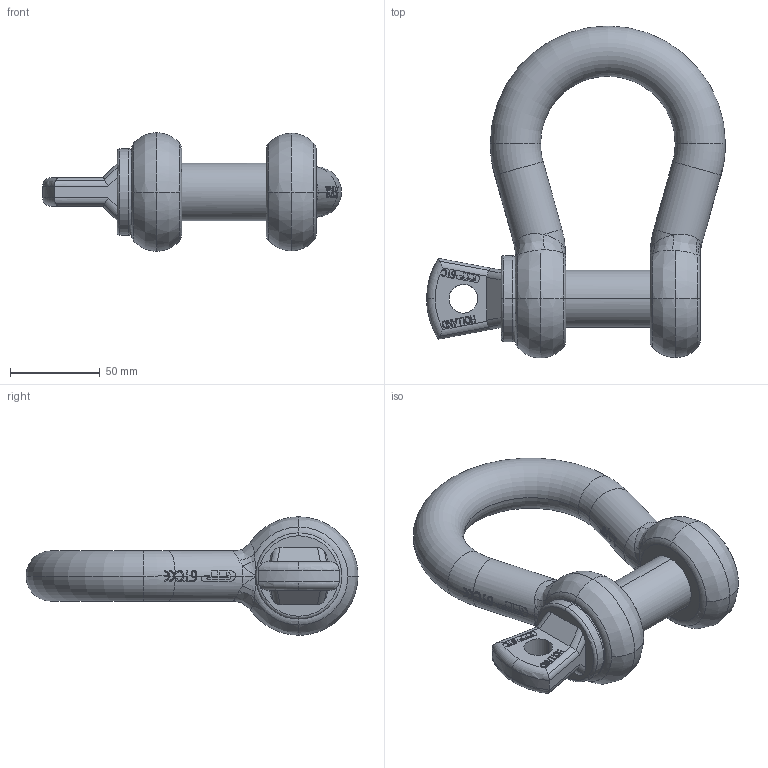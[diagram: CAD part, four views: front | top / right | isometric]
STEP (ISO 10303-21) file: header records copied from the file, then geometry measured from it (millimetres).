
FILE_DESCRIPTION(('.'),'2;1');
FILE_NAME('GPGHBB28.stp','2012-01-15T12:28:41+00:00',('.'),('.'),'','STEP AP214','.');
FILE_SCHEMA(('AUTOMOTIVE_DESIGN { 1 0 10303 214 1 1 1 1 }'));
Length unit declared in the file: millimetre
Products named in the file (3): GPGHBB28; 9,5; 9,5_1
Assembly tree (2 placements, depth 2):
  GPGHBB28
    9,5
    9,5_1
Bounding box: 166.5 x 185 x 66 mm (x, y, z)
Volume: 408661.2 mm3; surface area: 68413 mm2
Topology: 2 solids, 2 shells, 685 faces, 2208 edges, 1542 vertices
Faces by surface type: bspline 270, plane 241, cylinder 128, torus 43, cone 3
Entity records: 30246 total; most frequent: CARTESIAN_POINT 13771, ORIENTED_EDGE 4400, EDGE_CURVE 2200, VERTEX_POINT 1542, DIRECTION 1482, B_SPLINE_CURVE_WITH_KNOTS 1452, EDGE_LOOP 714, ADVANCED_FACE 685
